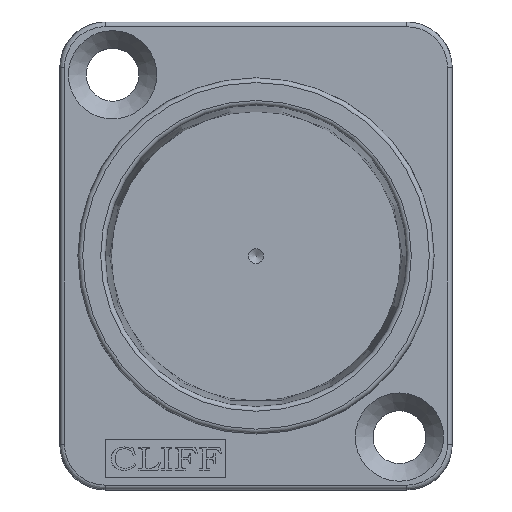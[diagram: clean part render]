
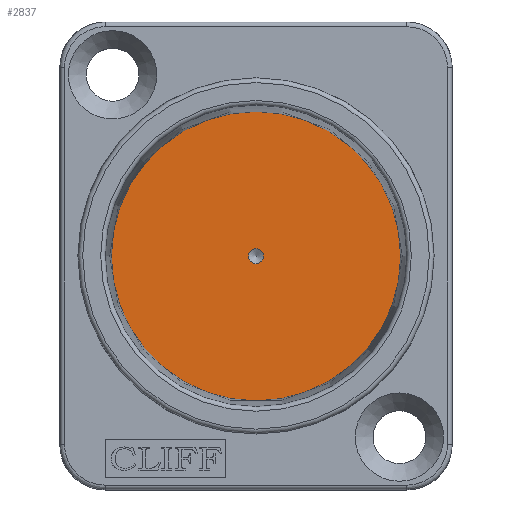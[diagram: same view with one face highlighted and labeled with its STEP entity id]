
A CAD part, top view. The second image highlights one B-rep face of the part: STEP entity #2837.
In plain terms, the highlighted planar face has unit normal (0, 0, 1).
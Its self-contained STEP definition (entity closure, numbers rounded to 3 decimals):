
#144=FACE_BOUND('',#417,.T.);
#160=PLANE('',#3020);
#262=FACE_OUTER_BOUND('',#416,.T.);
#416=EDGE_LOOP('',(#1886));
#417=EDGE_LOOP('',(#1887));
#1159=CIRCLE('',#3004,0.5);
#1167=CIRCLE('',#3017,9.581);
#1193=VERTEX_POINT('',#3777);
#1199=VERTEX_POINT('',#3798);
#1459=EDGE_CURVE('',#1193,#1193,#1159,.T.);
#1469=EDGE_CURVE('',#1199,#1199,#1167,.T.);
#1886=ORIENTED_EDGE('',*,*,#1469,.T.);
#1887=ORIENTED_EDGE('',*,*,#1459,.T.);
#2837=ADVANCED_FACE('',(#262,#144),#160,.T.);
#3004=AXIS2_PLACEMENT_3D('',#3779,#3169,#3170);
#3017=AXIS2_PLACEMENT_3D('',#3800,#3197,#3198);
#3020=AXIS2_PLACEMENT_3D('',#3804,#3203,#3204);
#3169=DIRECTION('center_axis',(0.,0.,-1.));
#3170=DIRECTION('ref_axis',(0.,1.,0.));
#3197=DIRECTION('center_axis',(0.,0.,1.));
#3198=DIRECTION('ref_axis',(-1.,0.,0.));
#3203=DIRECTION('center_axis',(0.,0.,1.));
#3204=DIRECTION('ref_axis',(1.,0.,0.));
#3777=CARTESIAN_POINT('',(0.,-0.5,-6.9));
#3779=CARTESIAN_POINT('Origin',(0.,0.,-6.9));
#3798=CARTESIAN_POINT('',(9.581,0.,-6.9));
#3800=CARTESIAN_POINT('Origin',(0.,0.,-6.9));
#3804=CARTESIAN_POINT('Origin',(0.,0.,-6.9));
